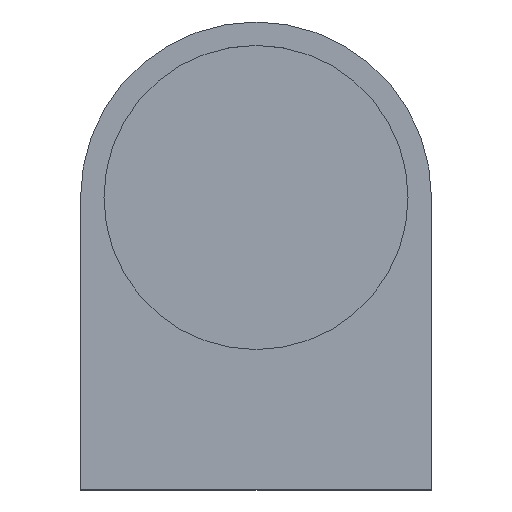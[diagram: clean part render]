
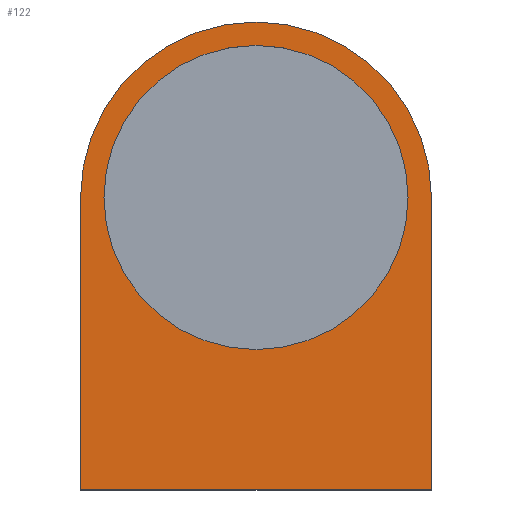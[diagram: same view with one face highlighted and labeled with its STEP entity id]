
A CAD part, top view. The second image highlights one B-rep face of the part: STEP entity #122.
In plain terms, the highlighted planar face has unit normal (0, 0, 1).
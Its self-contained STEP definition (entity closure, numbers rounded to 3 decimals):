
#17=FACE_BOUND('',#27,.T.);
#18=FACE_OUTER_BOUND('',#26,.T.);
#26=EDGE_LOOP('',(#86,#87,#88,#89));
#27=EDGE_LOOP('',(#90));
#35=LINE('',#199,#46);
#36=LINE('',#201,#47);
#37=LINE('',#202,#48);
#46=VECTOR('',#162,10.);
#47=VECTOR('',#163,10.);
#48=VECTOR('',#164,10.);
#57=CIRCLE('',#145,15.);
#58=CIRCLE('',#146,13.);
#61=VERTEX_POINT('',#195);
#62=VERTEX_POINT('',#196);
#63=VERTEX_POINT('',#198);
#64=VERTEX_POINT('',#200);
#65=VERTEX_POINT('',#203);
#71=EDGE_CURVE('',#61,#62,#57,.T.);
#72=EDGE_CURVE('',#63,#61,#35,.T.);
#73=EDGE_CURVE('',#64,#63,#36,.T.);
#74=EDGE_CURVE('',#62,#64,#37,.T.);
#75=EDGE_CURVE('',#65,#65,#58,.T.);
#86=ORIENTED_EDGE('',*,*,#71,.F.);
#87=ORIENTED_EDGE('',*,*,#72,.F.);
#88=ORIENTED_EDGE('',*,*,#73,.F.);
#89=ORIENTED_EDGE('',*,*,#74,.F.);
#90=ORIENTED_EDGE('',*,*,#75,.F.);
#116=PLANE('',#144);
#122=ADVANCED_FACE('',(#18,#17),#116,.T.);
#144=AXIS2_PLACEMENT_3D('',#194,#158,#159);
#145=AXIS2_PLACEMENT_3D('',#197,#160,#161);
#146=AXIS2_PLACEMENT_3D('',#204,#165,#166);
#158=DIRECTION('center_axis',(0.,0.,1.));
#159=DIRECTION('ref_axis',(1.,0.,0.));
#160=DIRECTION('center_axis',(0.,0.,-1.));
#161=DIRECTION('ref_axis',(1.,0.,0.));
#162=DIRECTION('',(0.,1.,0.));
#163=DIRECTION('',(-1.,0.,0.));
#164=DIRECTION('',(0.,-1.,0.));
#165=DIRECTION('center_axis',(0.,0.,1.));
#166=DIRECTION('ref_axis',(1.,0.,0.));
#194=CARTESIAN_POINT('Origin',(40.,9.75,1.));
#195=CARTESIAN_POINT('',(25.,0.,1.));
#196=CARTESIAN_POINT('',(55.,0.,1.));
#197=CARTESIAN_POINT('Origin',(40.,0.,1.));
#198=CARTESIAN_POINT('',(25.,-25.,1.));
#199=CARTESIAN_POINT('',(25.,2.625,1.));
#200=CARTESIAN_POINT('',(55.,-25.,1.));
#201=CARTESIAN_POINT('',(32.5,-25.,1.));
#202=CARTESIAN_POINT('',(55.,-7.625,1.));
#203=CARTESIAN_POINT('',(27.,0.,1.));
#204=CARTESIAN_POINT('Origin',(40.,0.,1.));
